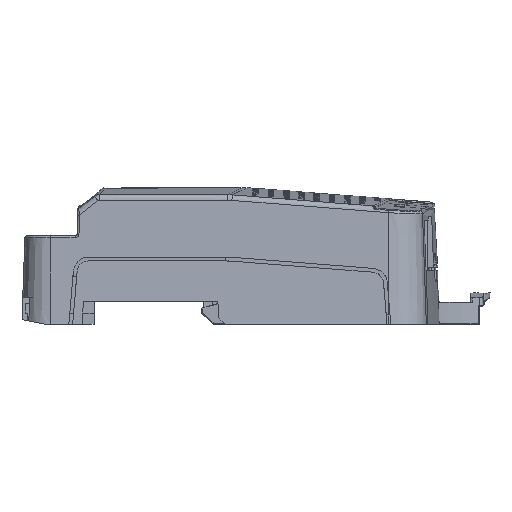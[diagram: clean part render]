
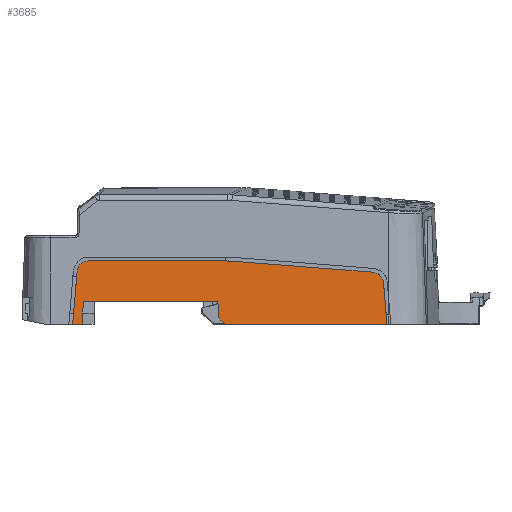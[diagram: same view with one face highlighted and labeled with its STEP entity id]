
A CAD part, left-side view. The second image highlights one B-rep face of the part: STEP entity #3685.
In plain terms, the highlighted planar face has unit normal (-0.999, 0, 0.035).
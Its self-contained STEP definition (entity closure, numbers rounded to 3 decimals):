
#1511 = AXIS2_PLACEMENT_3D ( 'NONE', #105430, #105436, #105437 ) ;
#3685 = ADVANCED_FACE ( 'NONE', ( #105432 ), #105433, .T. ) ;
#11773 = CARTESIAN_POINT ( 'NONE',  ( -93., 40.147, -12.5 ) ) ;
#11842 = CARTESIAN_POINT ( 'NONE',  ( -92.789, 37.361, -6.465 ) ) ;
#11843 = CARTESIAN_POINT ( 'NONE',  ( -92.789, 1.979, -6.465 ) ) ;
#11872 = CARTESIAN_POINT ( 'NONE',  ( -93., 37.572, -12.5 ) ) ;
#13135 = VECTOR ( 'NONE', #54204, 1000. ) ;
#13665 = VECTOR ( 'NONE', #107552, 1000. ) ;
#29466 = CARTESIAN_POINT ( 'NONE',  ( -92.42, -2.259, 4.111 ) ) ;
#29607 = CARTESIAN_POINT ( 'NONE',  ( -92.939, 1.754, -10.759 ) ) ;
#29624 = CARTESIAN_POINT ( 'NONE',  ( -92.417, 35.975, 4.2 ) ) ;
#29629 = CARTESIAN_POINT ( 'NONE',  ( -92.417, 0.007, 4.2 ) ) ;
#29632 = CARTESIAN_POINT ( 'NONE',  ( -92.616, -41.548, -1.491 ) ) ;
#29637 = CARTESIAN_POINT ( 'NONE',  ( -92.52, -38.793, 1.247 ) ) ;
#29818 = CARTESIAN_POINT ( 'NONE',  ( -93., 0.013, -12.5 ) ) ;
#29820 = CARTESIAN_POINT ( 'NONE',  ( -93., -42.481, -12.5 ) ) ;
#31222 = VECTOR ( 'NONE', #88542, 1000. ) ;
#31231 = VECTOR ( 'NONE', #88658, 1000. ) ;
#31246 = VECTOR ( 'NONE', #88570, 1000. ) ;
#31278 = VECTOR ( 'NONE', #82239, 1000. ) ;
#31291 = VECTOR ( 'NONE', #82096, 1000. ) ;
#31478 = VECTOR ( 'NONE', #88031, 1000. ) ;
#31714 = VECTOR ( 'NONE', #81981, 1000. ) ;
#38427 = VECTOR ( 'NONE', #63948, 1000. ) ;
#39137 = EDGE_LOOP ( 'NONE', ( #82632, #84368, #84470, #84440, #85247, #82732, #83859, #85050, #85045, #85100, #84187, #84181, #84194 ) ) ;
#40212 =( BOUNDED_CURVE ( )  B_SPLINE_CURVE ( 3, ( #88673, #83901, #83903, #83905 ),
 .UNSPECIFIED., .F., .T. ) 
 B_SPLINE_CURVE_WITH_KNOTS ( ( 4, 4 ),
 ( 1.655, 3.142 ),
 .UNSPECIFIED. ) 
 CURVE ( )  GEOMETRIC_REPRESENTATION_ITEM ( )  RATIONAL_B_SPLINE_CURVE ( ( 1., 0.824, 0.824, 1. ) ) 
 REPRESENTATION_ITEM ( '' )  );
#40214 =( BOUNDED_CURVE ( )  B_SPLINE_CURVE ( 3, ( #88522, #88580, #88582, #88585 ),
 .UNSPECIFIED., .F., .T. ) 
 B_SPLINE_CURVE_WITH_KNOTS ( ( 4, 4 ),
 ( 3.142, 3.22 ),
 .UNSPECIFIED. ) 
 CURVE ( )  GEOMETRIC_REPRESENTATION_ITEM ( )  RATIONAL_B_SPLINE_CURVE ( ( 1., 0.999, 0.999, 1. ) ) 
 REPRESENTATION_ITEM ( '' )  );
#41616 =( BOUNDED_CURVE ( )  B_SPLINE_CURVE ( 3, ( #88167, #88176, #88179, #88182 ),
 .UNSPECIFIED., .F., .F. ) 
 B_SPLINE_CURVE_WITH_KNOTS ( ( 4, 4 ),
 ( 3.22, 4.628 ),
 .UNSPECIFIED. ) 
 CURVE ( )  GEOMETRIC_REPRESENTATION_ITEM ( )  RATIONAL_B_SPLINE_CURVE ( ( 1., 0.842, 0.842, 1. ) ) 
 REPRESENTATION_ITEM ( '' )  );
#54139 = LINE ( 'NONE', #54195, #13135 ) ;
#54195 = CARTESIAN_POINT ( 'NONE',  ( -93., 40.147, -12.5 ) ) ;
#54204 = DIRECTION ( 'NONE',  ( 0.035, -0.084, 0.996 ) ) ;
#58077 = VERTEX_POINT ( 'NONE', #29466 ) ;
#58195 = VERTEX_POINT ( 'NONE', #29607 ) ;
#58209 = VERTEX_POINT ( 'NONE', #29624 ) ;
#58213 = VERTEX_POINT ( 'NONE', #29629 ) ;
#58215 = VERTEX_POINT ( 'NONE', #29632 ) ;
#58219 = VERTEX_POINT ( 'NONE', #29637 ) ;
#58375 = VERTEX_POINT ( 'NONE', #29818 ) ;
#58377 = VERTEX_POINT ( 'NONE', #29820 ) ;
#63874 = LINE ( 'NONE', #63905, #38427 ) ;
#63905 = CARTESIAN_POINT ( 'NONE',  ( -92.789, 40.147, -6.465 ) ) ;
#63948 = DIRECTION ( 'NONE',  ( 0., 1., 0. ) ) ;
#66053 = VERTEX_POINT ( 'NONE', #11773 ) ;
#66172 = VERTEX_POINT ( 'NONE', #11842 ) ;
#66175 = VERTEX_POINT ( 'NONE', #11843 ) ;
#66226 = VERTEX_POINT ( 'NONE', #11872 ) ;
#81978 = LINE ( 'NONE', #81980, #31714 ) ;
#81980 = CARTESIAN_POINT ( 'NONE',  ( -92.3, 20.068, 7.555 ) ) ;
#81981 = DIRECTION ( 'NONE',  ( 0.025, 0.707, 0.707 ) ) ;
#82084 = LINE ( 'NONE', #82095, #31291 ) ;
#82095 = CARTESIAN_POINT ( 'NONE',  ( -92.93, 1.768, -10.491 ) ) ;
#82096 = DIRECTION ( 'NONE',  ( 0.035, 0.052, 0.998 ) ) ;
#82209 = LINE ( 'NONE', #82238, #31278 ) ;
#82238 = CARTESIAN_POINT ( 'NONE',  ( -93., 40.147, -12.5 ) ) ;
#82239 = DIRECTION ( 'NONE',  ( 0., 1., 0. ) ) ;
#82632 = ORIENTED_EDGE ( 'NONE', *, *, #123319, .F. ) ;
#82732 = ORIENTED_EDGE ( 'NONE', *, *, #123091, .F. ) ;
#83859 = ORIENTED_EDGE ( 'NONE', *, *, #123926, .F. ) ;
#83901 = CARTESIAN_POINT ( 'NONE',  ( -92.456, 38.826, 3.089 ) ) ;
#83903 = CARTESIAN_POINT ( 'NONE',  ( -92.417, 37.617, 4.2 ) ) ;
#83905 = CARTESIAN_POINT ( 'NONE',  ( -92.417, 35.975, 4.2 ) ) ;
#84181 = ORIENTED_EDGE ( 'NONE', *, *, #123945, .F. ) ;
#84187 = ORIENTED_EDGE ( 'NONE', *, *, #123940, .F. ) ;
#84194 = ORIENTED_EDGE ( 'NONE', *, *, #116852, .F. ) ;
#84368 = ORIENTED_EDGE ( 'NONE', *, *, #117223, .F. ) ;
#84440 = ORIENTED_EDGE ( 'NONE', *, *, #123063, .F. ) ;
#84470 = ORIENTED_EDGE ( 'NONE', *, *, #117413, .F. ) ;
#85045 = ORIENTED_EDGE ( 'NONE', *, *, #123932, .F. ) ;
#85050 = ORIENTED_EDGE ( 'NONE', *, *, #123877, .F. ) ;
#85100 = ORIENTED_EDGE ( 'NONE', *, *, #123934, .F. ) ;
#85247 = ORIENTED_EDGE ( 'NONE', *, *, #123036, .F. ) ;
#87992 = LINE ( 'NONE', #88028, #31478 ) ;
#88028 = CARTESIAN_POINT ( 'NONE',  ( -93., 40.147, -12.5 ) ) ;
#88031 = DIRECTION ( 'NONE',  ( 0., 1., 0. ) ) ;
#88167 = CARTESIAN_POINT ( 'NONE',  ( -92.52, -38.793, 1.247 ) ) ;
#88176 = CARTESIAN_POINT ( 'NONE',  ( -92.524, -40.327, 1.127 ) ) ;
#88179 = CARTESIAN_POINT ( 'NONE',  ( -92.562, -41.418, 0.042 ) ) ;
#88182 = CARTESIAN_POINT ( 'NONE',  ( -92.616, -41.548, -1.491 ) ) ;
#88519 = LINE ( 'NONE', #88564, #31246 ) ;
#88522 = CARTESIAN_POINT ( 'NONE',  ( -92.417, 0.007, 4.2 ) ) ;
#88534 = LINE ( 'NONE', #88539, #31222 ) ;
#88539 = CARTESIAN_POINT ( 'NONE',  ( -92.758, -41.892, -5.556 ) ) ;
#88542 = DIRECTION ( 'NONE',  ( -0.035, -0.084, -0.996 ) ) ;
#88564 = CARTESIAN_POINT ( 'NONE',  ( -92.308, 38.592, 7.314 ) ) ;
#88570 = DIRECTION ( 'NONE',  ( -0.003, -0.997, -0.078 ) ) ;
#88580 = CARTESIAN_POINT ( 'NONE',  ( -92.417, -0.749, 4.2 ) ) ;
#88582 = CARTESIAN_POINT ( 'NONE',  ( -92.418, -1.505, 4.17 ) ) ;
#88585 = CARTESIAN_POINT ( 'NONE',  ( -92.42, -2.259, 4.111 ) ) ;
#88652 = LINE ( 'NONE', #88655, #31231 ) ;
#88655 = CARTESIAN_POINT ( 'NONE',  ( -92.417, 40.147, 4.2 ) ) ;
#88658 = DIRECTION ( 'NONE',  ( 0., -1., 0. ) ) ;
#88673 = CARTESIAN_POINT ( 'NONE',  ( -92.513, 38.964, 1.453 ) ) ;
#94522 = VERTEX_POINT ( 'NONE', #111908 ) ;
#105430 = CARTESIAN_POINT ( 'NONE',  ( -93., 40.147, -12.5 ) ) ;
#105432 = FACE_OUTER_BOUND ( 'NONE', #39137, .T. ) ;
#105433 = PLANE ( 'NONE',  #1511 ) ;
#105436 = DIRECTION ( 'NONE',  ( -0.999, 0., 0.035 ) ) ;
#105437 = DIRECTION ( 'NONE',  ( 0.035, 0., 0.999 ) ) ;
#107511 = LINE ( 'NONE', #107551, #13665 ) ;
#107551 = CARTESIAN_POINT ( 'NONE',  ( -93.003, 37.575, -12.59 ) ) ;
#107552 = DIRECTION ( 'NONE',  ( -0.035, 0.035, -0.999 ) ) ;
#111908 = CARTESIAN_POINT ( 'NONE',  ( -92.513, 38.964, 1.453 ) ) ;
#116852 = EDGE_CURVE ( 'NONE', #66053, #94522, #54139, .T. ) ;
#117223 = EDGE_CURVE ( 'NONE', #66172, #66226, #107511, .T. ) ;
#117413 = EDGE_CURVE ( 'NONE', #66175, #66172, #63874, .T. ) ;
#123036 = EDGE_CURVE ( 'NONE', #58375, #58195, #81978, .T. ) ;
#123063 = EDGE_CURVE ( 'NONE', #58195, #66175, #82084, .T. ) ;
#123091 = EDGE_CURVE ( 'NONE', #58377, #58375, #82209, .T. ) ;
#123319 = EDGE_CURVE ( 'NONE', #66226, #66053, #87992, .T. ) ;
#123877 = EDGE_CURVE ( 'NONE', #58219, #58215, #41616, .T. ) ;
#123926 = EDGE_CURVE ( 'NONE', #58215, #58377, #88534, .T. ) ;
#123932 = EDGE_CURVE ( 'NONE', #58077, #58219, #88519, .T. ) ;
#123934 = EDGE_CURVE ( 'NONE', #58213, #58077, #40214, .T. ) ;
#123940 = EDGE_CURVE ( 'NONE', #58209, #58213, #88652, .T. ) ;
#123945 = EDGE_CURVE ( 'NONE', #94522, #58209, #40212, .T. ) ;
